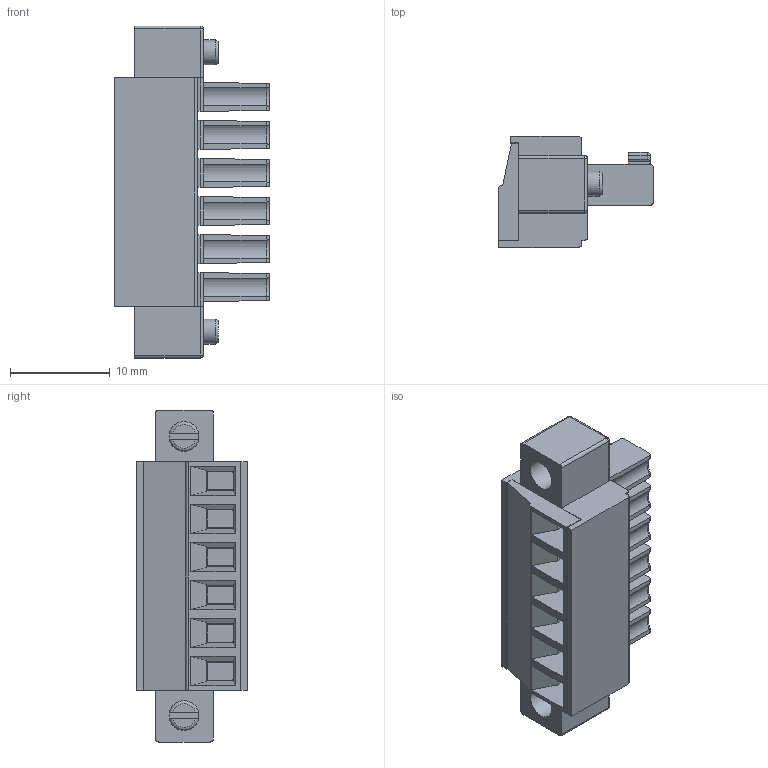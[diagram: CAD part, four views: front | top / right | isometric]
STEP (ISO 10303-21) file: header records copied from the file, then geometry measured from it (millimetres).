
FILE_DESCRIPTION(('STEP AP214'),'1');
FILE_NAME('SH06-3,81-K.stp','2018-11-19T10:19:46',(' '),(' '),'Spatial InterOp 3D',' ',' ');
FILE_SCHEMA(('AUTOMOTIVE_DESIGN { 1 0 10303 214 1 1 1 1 }'));
Length unit declared in the file: metre
Products named in the file (1): 1
Bounding box: 15.5 x 11.1 x 33.26 mm (x, y, z)
Volume: 2531.5 mm3; surface area: 2856 mm2
Topology: 1 solids, 1 shells, 506 faces, 1330 edges, 842 vertices
Faces by surface type: plane 330, cylinder 118, torus 22, cone 20, sphere 16
Full cylindrical faces by diameter (mm): 1.2 x6, 2.5 x2, 2.8 x6, 3 x8
Entity records: 19254 total; most frequent: CARTESIAN_POINT 3022, ORIENTED_EDGE 2496, DIRECTION 2486, EDGE_CURVE 1248, LINE 904, VECTOR 904, VERTEX_POINT 818, AXIS2_PLACEMENT_3D 791
